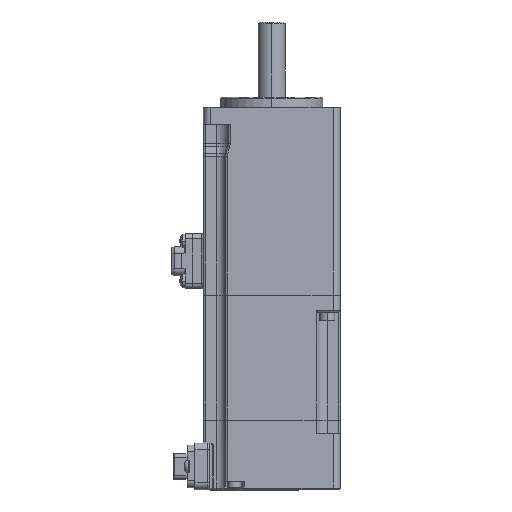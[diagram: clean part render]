
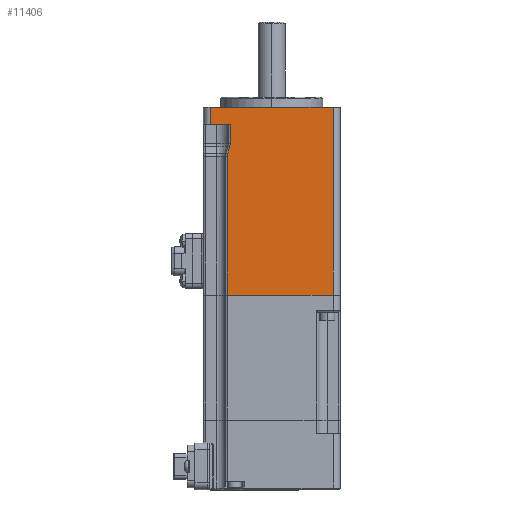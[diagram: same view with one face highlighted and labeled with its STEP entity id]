
A CAD part, top view. The second image highlights one B-rep face of the part: STEP entity #11406.
In plain terms, the highlighted planar face has unit normal (0, 0, 1).
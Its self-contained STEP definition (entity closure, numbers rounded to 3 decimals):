
#355 = CARTESIAN_POINT ( 'NONE',  ( -18., 50., 20. ) ) ;
#900 = ORIENTED_EDGE ( 'NONE', *, *, #24122, .T. ) ;
#1135 = CARTESIAN_POINT ( 'NONE',  ( -12.163, 44.412, 20. ) ) ;
#2173 = VERTEX_POINT ( 'NONE', #18413 ) ;
#2686 = CARTESIAN_POINT ( 'NONE',  ( -18., 50., 20. ) ) ;
#3144 = VECTOR ( 'NONE', #6374, 1000. ) ;
#3190 = CARTESIAN_POINT ( 'NONE',  ( -15.663, 44.412, 20. ) ) ;
#3298 = AXIS2_PLACEMENT_3D ( 'NONE', #15649, #23300, #23930 ) ;
#3787 = DIRECTION ( 'NONE',  ( 0., -1., 0. ) ) ;
#3882 = CARTESIAN_POINT ( 'NONE',  ( 18., 55., 20. ) ) ;
#3987 = LINE ( 'NONE', #7768, #12665 ) ;
#4127 = ORIENTED_EDGE ( 'NONE', *, *, #9882, .T. ) ;
#4216 = VERTEX_POINT ( 'NONE', #2686 ) ;
#4399 = VERTEX_POINT ( 'NONE', #21379 ) ;
#4929 = AXIS2_PLACEMENT_3D ( 'NONE', #3190, #18508, #18392 ) ;
#4973 = CARTESIAN_POINT ( 'NONE',  ( -18., 58., 20. ) ) ;
#5271 = VECTOR ( 'NONE', #11046, 1000. ) ;
#5360 = CIRCLE ( 'NONE', #20991, 2.5 ) ;
#6114 = LINE ( 'NONE', #13658, #13050 ) ;
#6270 = CARTESIAN_POINT ( 'NONE',  ( -12.907, 41.274, 20. ) ) ;
#6374 = DIRECTION ( 'NONE',  ( 1., 0., 0. ) ) ;
#6626 = EDGE_LOOP ( 'NONE', ( #4127, #14993, #15639, #15609, #900, #24137, #8757, #12591, #7300, #9428 ) ) ;
#6878 = EDGE_CURVE ( 'NONE', #10154, #12175, #6114, .T. ) ;
#7300 = ORIENTED_EDGE ( 'NONE', *, *, #16470, .T. ) ;
#7768 = CARTESIAN_POINT ( 'NONE',  ( -13., 58., 20. ) ) ;
#8757 = ORIENTED_EDGE ( 'NONE', *, *, #9855, .T. ) ;
#9428 = ORIENTED_EDGE ( 'NONE', *, *, #12655, .T. ) ;
#9855 = EDGE_CURVE ( 'NONE', #20018, #16302, #13925, .T. ) ;
#9862 = CARTESIAN_POINT ( 'NONE',  ( 18., 0., 20. ) ) ;
#9874 = CARTESIAN_POINT ( 'NONE',  ( -13., 0., 20. ) ) ;
#9882 = EDGE_CURVE ( 'NONE', #4216, #2173, #19675, .T. ) ;
#10154 = VERTEX_POINT ( 'NONE', #13498 ) ;
#10507 = EDGE_CURVE ( 'NONE', #10874, #16302, #11461, .T. ) ;
#10874 = VERTEX_POINT ( 'NONE', #3882 ) ;
#11046 = DIRECTION ( 'NONE',  ( 0., -1., 0. ) ) ;
#11272 = CARTESIAN_POINT ( 'NONE',  ( -13., 40.6, 20. ) ) ;
#11406 = ADVANCED_FACE ( 'NONE', ( #19415 ), #21669, .F. ) ;
#11448 = EDGE_CURVE ( 'NONE', #11842, #10154, #18147, .T. ) ;
#11461 = LINE ( 'NONE', #13474, #14907 ) ;
#11842 = VERTEX_POINT ( 'NONE', #1135 ) ;
#12175 = VERTEX_POINT ( 'NONE', #6270 ) ;
#12591 = ORIENTED_EDGE ( 'NONE', *, *, #10507, .F. ) ;
#12655 = EDGE_CURVE ( 'NONE', #4399, #4216, #16643, .T. ) ;
#12665 = VECTOR ( 'NONE', #17563, 1000. ) ;
#13050 = VECTOR ( 'NONE', #21309, 1000. ) ;
#13474 = CARTESIAN_POINT ( 'NONE',  ( 18., 58., 20. ) ) ;
#13498 = CARTESIAN_POINT ( 'NONE',  ( -12.293, 43.468, 20. ) ) ;
#13658 = CARTESIAN_POINT ( 'NONE',  ( -8.935, 55.462, 20. ) ) ;
#13815 = VECTOR ( 'NONE', #24303, 1000. ) ;
#13925 = LINE ( 'NONE', #17569, #19172 ) ;
#14314 = EDGE_CURVE ( 'NONE', #18136, #20018, #3987, .T. ) ;
#14907 = VECTOR ( 'NONE', #3787, 1000. ) ;
#14993 = ORIENTED_EDGE ( 'NONE', *, *, #20602, .T. ) ;
#15182 = LINE ( 'NONE', #20695, #5271 ) ;
#15609 = ORIENTED_EDGE ( 'NONE', *, *, #6878, .T. ) ;
#15639 = ORIENTED_EDGE ( 'NONE', *, *, #11448, .T. ) ;
#15649 = CARTESIAN_POINT ( 'NONE',  ( -18., 58., 20. ) ) ;
#15745 = CARTESIAN_POINT ( 'NONE',  ( -18., 55., 20. ) ) ;
#16175 = CARTESIAN_POINT ( 'NONE',  ( -10.5, 40.6, 20. ) ) ;
#16302 = VERTEX_POINT ( 'NONE', #9862 ) ;
#16470 = EDGE_CURVE ( 'NONE', #10874, #4399, #19626, .T. ) ;
#16643 = LINE ( 'NONE', #4973, #13815 ) ;
#17563 = DIRECTION ( 'NONE',  ( 0., -1., 0. ) ) ;
#17569 = CARTESIAN_POINT ( 'NONE',  ( -18., 0., 20. ) ) ;
#18136 = VERTEX_POINT ( 'NONE', #11272 ) ;
#18147 = CIRCLE ( 'NONE', #4929, 3.5 ) ;
#18392 = DIRECTION ( 'NONE',  ( -1., 0., 0. ) ) ;
#18413 = CARTESIAN_POINT ( 'NONE',  ( -12.163, 50., 20. ) ) ;
#18508 = DIRECTION ( 'NONE',  ( 0., 0., -1. ) ) ;
#19172 = VECTOR ( 'NONE', #21581, 1000. ) ;
#19415 = FACE_OUTER_BOUND ( 'NONE', #6626, .T. ) ;
#19626 = LINE ( 'NONE', #15745, #21597 ) ;
#19675 = LINE ( 'NONE', #355, #3144 ) ;
#19805 = DIRECTION ( 'NONE',  ( -1., 0., 0. ) ) ;
#20018 = VERTEX_POINT ( 'NONE', #9874 ) ;
#20602 = EDGE_CURVE ( 'NONE', #2173, #11842, #15182, .T. ) ;
#20695 = CARTESIAN_POINT ( 'NONE',  ( -12.163, 44.412, 20. ) ) ;
#20991 = AXIS2_PLACEMENT_3D ( 'NONE', #16175, #23826, #19805 ) ;
#21309 = DIRECTION ( 'NONE',  ( -0.27, -0.963, 0. ) ) ;
#21379 = CARTESIAN_POINT ( 'NONE',  ( -18., 55., 20. ) ) ;
#21525 = DIRECTION ( 'NONE',  ( -1., 0., 0. ) ) ;
#21581 = DIRECTION ( 'NONE',  ( 1., 0., 0. ) ) ;
#21597 = VECTOR ( 'NONE', #21525, 1000. ) ;
#21669 = PLANE ( 'NONE',  #3298 ) ;
#23300 = DIRECTION ( 'NONE',  ( 0., 0., -1. ) ) ;
#23826 = DIRECTION ( 'NONE',  ( 0., 0., 1. ) ) ;
#23930 = DIRECTION ( 'NONE',  ( -1., 0., 0. ) ) ;
#24122 = EDGE_CURVE ( 'NONE', #12175, #18136, #5360, .T. ) ;
#24137 = ORIENTED_EDGE ( 'NONE', *, *, #14314, .T. ) ;
#24303 = DIRECTION ( 'NONE',  ( 0., -1., 0. ) ) ;
